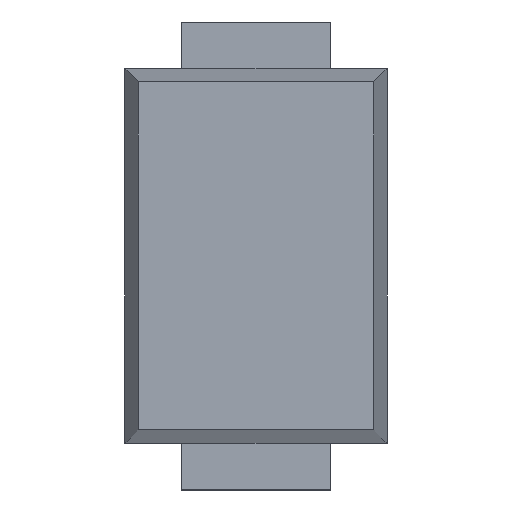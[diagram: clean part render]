
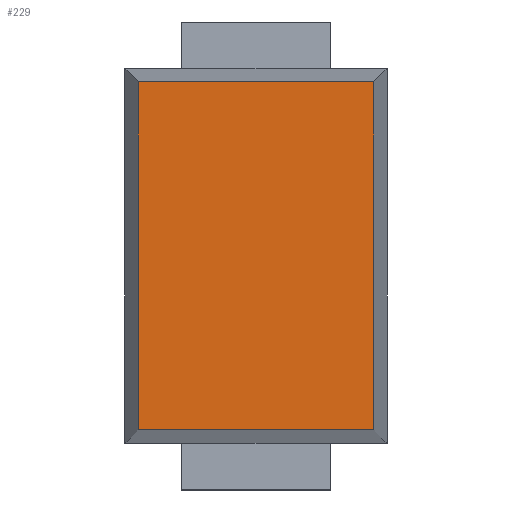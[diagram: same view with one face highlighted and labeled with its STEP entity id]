
A CAD part, top view. The second image highlights one B-rep face of the part: STEP entity #229.
In plain terms, the highlighted planar face has unit normal (0, 0, 1).
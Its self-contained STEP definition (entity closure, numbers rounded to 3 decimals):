
#229=ADVANCED_FACE('',(#661),#660,.F.);
#660=PLANE('',#888);
#661=FACE_OUTER_BOUND('',#889,.T.);
#885=CARTESIAN_POINT('',(0.755,1.115,0.6));
#886=DIRECTION('',(0.,0.,-1.));
#887=DIRECTION('',(0.,-1.,0.));
#888=AXIS2_PLACEMENT_3D('',#885,#886,#887);
#889=EDGE_LOOP('',(#1102,#1103,#1104,#1105));
#1102=ORIENTED_EDGE('',*,*,#1213,.F.);
#1103=ORIENTED_EDGE('',*,*,#1207,.F.);
#1104=ORIENTED_EDGE('',*,*,#1204,.F.);
#1105=ORIENTED_EDGE('',*,*,#1211,.F.);
#1204=EDGE_CURVE('',#1862,#1869,#1870,.T.);
#1207=EDGE_CURVE('',#1869,#1889,#1890,.T.);
#1211=EDGE_CURVE('',#1909,#1862,#1916,.T.);
#1213=EDGE_CURVE('',#1889,#1909,#1928,.T.);
#1862=VERTEX_POINT('',#2299);
#1869=VERTEX_POINT('',#2303);
#1870=LINE('',#2304,#2305);
#1889=VERTEX_POINT('',#2314);
#1890=LINE('',#2315,#2316);
#1909=VERTEX_POINT('',#2325);
#1916=LINE('',#2329,#2330);
#1928=LINE('',#2335,#2336);
#2299=CARTESIAN_POINT('',(0.629,-0.929,0.6));
#2303=CARTESIAN_POINT('',(-0.629,-0.929,0.6));
#2304=CARTESIAN_POINT('',(0.629,-0.929,0.6));
#2305=VECTOR('',#2306,1.259);
#2306=DIRECTION('',(-1.,0.,0.));
#2314=CARTESIAN_POINT('',(-0.629,0.929,0.6));
#2315=CARTESIAN_POINT('',(-0.629,-0.929,0.6));
#2316=VECTOR('',#2317,1.859);
#2317=DIRECTION('',(0.,1.,0.));
#2325=CARTESIAN_POINT('',(0.629,0.929,0.6));
#2329=CARTESIAN_POINT('',(0.629,0.929,0.6));
#2330=VECTOR('',#2331,1.859);
#2331=DIRECTION('',(0.,-1.,0.));
#2335=CARTESIAN_POINT('',(-0.629,0.929,0.6));
#2336=VECTOR('',#2337,1.259);
#2337=DIRECTION('',(1.,0.,0.));
